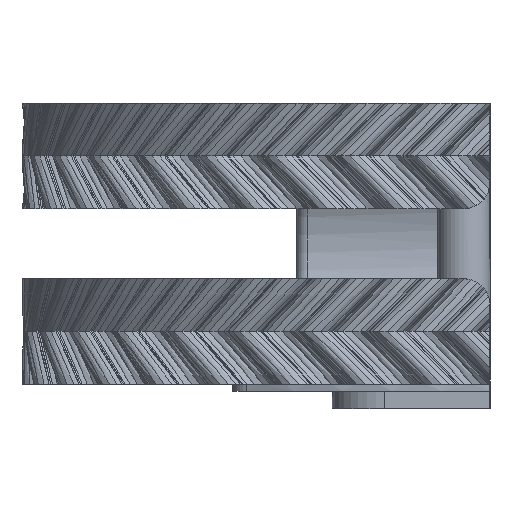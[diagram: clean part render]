
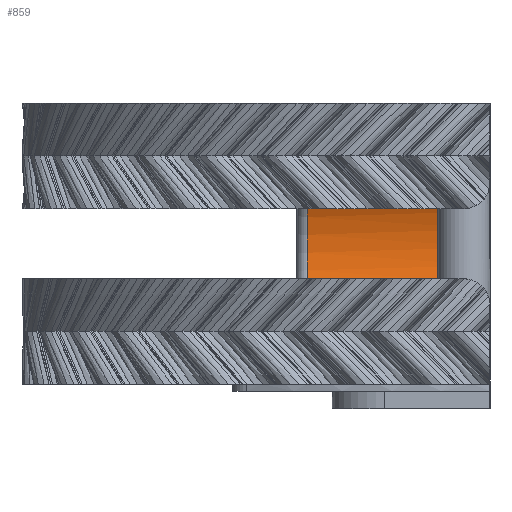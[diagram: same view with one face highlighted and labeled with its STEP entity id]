
A CAD part, left-side view. The second image highlights one B-rep face of the part: STEP entity #859.
In plain terms, the highlighted cylindrical face has radius 15 mm (diameter 30 mm), a full revolution.
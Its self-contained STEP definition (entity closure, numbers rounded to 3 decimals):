
#106=CARTESIAN_POINT('',(62.075,11.0,-12.736));
#107=VERTEX_POINT('',#106);
#160=CARTESIAN_POINT('',(62.075,11.0,12.736));
#161=VERTEX_POINT('',#160);
#179=CARTESIAN_POINT('',(70.0,11.0,0.0));
#180=DIRECTION('',(0.0,-1.0,0.0));
#181=DIRECTION('',(1.0,0.0,0.0));
#182=AXIS2_PLACEMENT_3D('',#179,#180,#181);
#183=CIRCLE('',#182,15.0);
#184=EDGE_CURVE('',#107,#161,#183,.T.);
#289=CARTESIAN_POINT('',(62.075,-13.5,12.736));
#290=VERTEX_POINT('',#289);
#291=CARTESIAN_POINT('',(62.075,-13.5,12.736));
#292=DIRECTION('',(0.0,1.0,0.0));
#293=VECTOR('',#292,24.5);
#294=LINE('',#291,#293);
#295=EDGE_CURVE('',#290,#161,#294,.T.);
#824=CARTESIAN_POINT('',(70.0,-15.0,0.0));
#825=DIRECTION('',(0.0,1.0,0.0));
#826=DIRECTION('',(-1.0,0.0,0.0));
#827=AXIS2_PLACEMENT_3D('',#824,#825,#826);
#828=CYLINDRICAL_SURFACE('',#827,15.0);
#829=CARTESIAN_POINT('',(62.075,-15.0,-12.736));
#830=VERTEX_POINT('',#829);
#831=CARTESIAN_POINT('',(70.0,-15.0,0.0));
#832=DIRECTION('',(0.0,1.0,0.0));
#833=DIRECTION('',(-1.0,0.0,0.0));
#834=AXIS2_PLACEMENT_3D('',#831,#832,#833);
#835=CIRCLE('',#834,15.0);
#836=EDGE_CURVE('',#830,#830,#835,.T.);
#837=ORIENTED_EDGE('',*,*,#836,.F.);
#838=EDGE_LOOP('',(#837));
#839=FACE_OUTER_BOUND('',#838,.T.);
#840=ORIENTED_EDGE('',*,*,#184,.F.);
#841=CARTESIAN_POINT('',(62.075,-13.5,-12.736));
#842=VERTEX_POINT('',#841);
#843=CARTESIAN_POINT('',(62.075,-13.5,-12.736));
#844=DIRECTION('',(0.0,1.0,0.0));
#845=VECTOR('',#844,24.5);
#846=LINE('',#843,#845);
#847=EDGE_CURVE('',#842,#107,#846,.T.);
#848=ORIENTED_EDGE('',*,*,#847,.F.);
#849=CARTESIAN_POINT('',(70.0,-13.5,0.0));
#850=DIRECTION('',(0.0,-1.0,0.0));
#851=DIRECTION('',(-1.0,0.0,0.0));
#852=AXIS2_PLACEMENT_3D('',#849,#850,#851);
#853=CIRCLE('',#852,15.0);
#854=EDGE_CURVE('',#290,#842,#853,.T.);
#855=ORIENTED_EDGE('',*,*,#854,.F.);
#856=ORIENTED_EDGE('',*,*,#295,.T.);
#857=EDGE_LOOP('',(#840,#848,#855,#856));
#858=FACE_BOUND('',#857,.T.);
#859=ADVANCED_FACE('',(#839,#858),#828,.F.);
